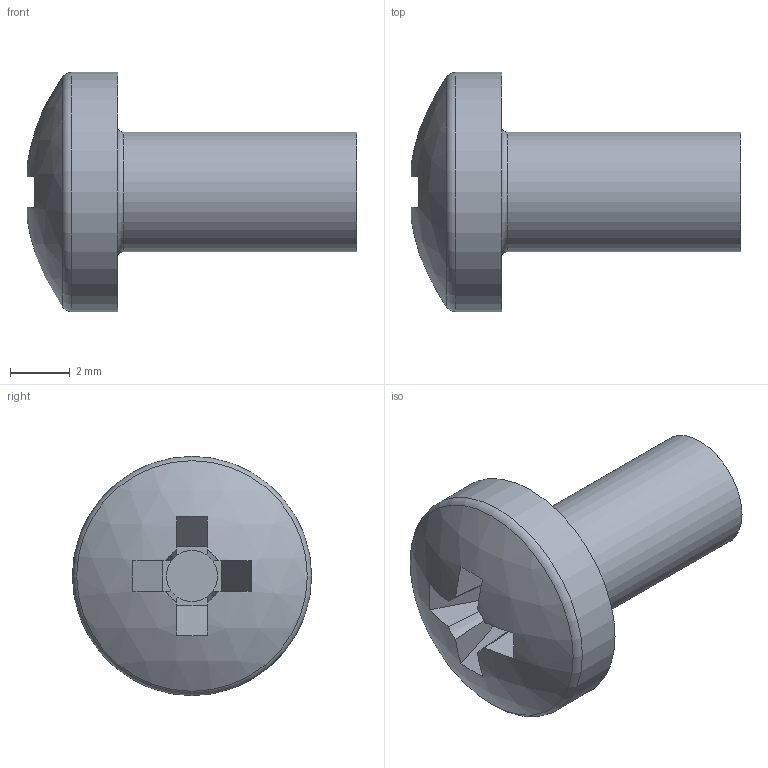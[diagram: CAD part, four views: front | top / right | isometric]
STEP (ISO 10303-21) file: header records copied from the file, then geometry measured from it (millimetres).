
FILE_DESCRIPTION(/* description */ (''),/* implementation_level */ '2;1');
FILE_NAME(/* name */ 'pan head cross recess screw_din_DIN EN ISO 7045 - M4 x 8 - Z - 8N.ipt.step',/* time_stamp */ '2022-11-29T08:41:49+01:00',/* author */ ('diederichbenedict'),/* organization */ (''),/* preprocessor_version */ 'ST-DEVELOPER v18.1',/* originating_system */ 'Autodesk Inventor 2022',/* authorisation */ '');
FILE_SCHEMA (('AUTOMOTIVE_DESIGN { 1 0 10303 214 3 1 1 }'));
Length unit declared in the file: millimetre
Products named in the file (1): pan head cross recess screw_din_DIN EN ISO 7045 - M4 x 8 - Z - 8N
Bounding box: 11.02 x 8 x 8 mm (x, y, z)
Volume: 210.9 mm3; surface area: 269.7 mm2
Topology: 1 solids, 1 shells, 28 faces, 65 edges, 40 vertices
Faces by surface type: plane 18, cone 5, torus 2, cylinder 2, sphere 1
Full cylindrical faces by diameter (mm): 4 x1, 8 x1
Entity records: 839 total; most frequent: CARTESIAN_POINT 149, DIRECTION 147, ORIENTED_EDGE 128, EDGE_CURVE 64, AXIS2_PLACEMENT_3D 62, VERTEX_POINT 40, CIRCLE 33, EDGE_LOOP 30
